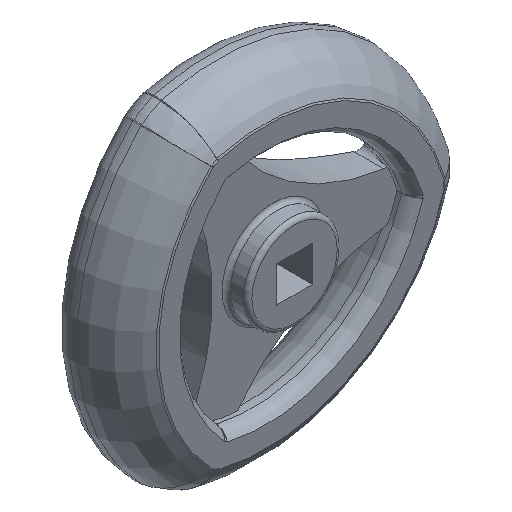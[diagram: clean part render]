
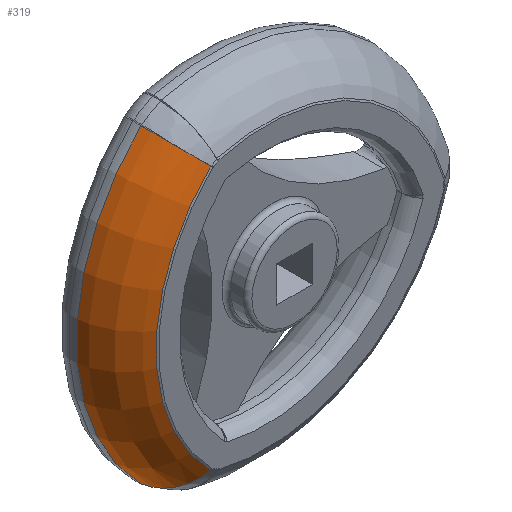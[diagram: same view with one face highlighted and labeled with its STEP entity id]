
A CAD part, isometric view. The second image highlights one B-rep face of the part: STEP entity #319.
In plain terms, the highlighted toroidal (fillet/blend) face has major radius 27.201 mm and minor radius 9.7 mm.
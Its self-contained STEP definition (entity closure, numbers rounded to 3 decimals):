
#319 = ADVANCED_FACE( '', ( #646 ), #647, .T. );
#646 = FACE_OUTER_BOUND( '', #1177, .T. );
#647 = TOROIDAL_SURFACE( '', #1178, 27.201, 9.7 );
#1177 = EDGE_LOOP( '', ( #2149, #2150, #2151, #2152 ) );
#1178 = AXIS2_PLACEMENT_3D( '', #2153, #2154, #2155 );
#2149 = ORIENTED_EDGE( '', *, *, #2557, .T. );
#2150 = ORIENTED_EDGE( '', *, *, #2548, .T. );
#2151 = ORIENTED_EDGE( '', *, *, #2577, .F. );
#2152 = ORIENTED_EDGE( '', *, *, #2217, .F. );
#2153 = CARTESIAN_POINT( '', ( 8.7, 9.38, 0. ) );
#2154 = DIRECTION( '', ( 0., 1., 0. ) );
#2155 = DIRECTION( '', ( 0., 0., 1. ) );
#2217 = EDGE_CURVE( '', #2643, #2644, #2645, .T. );
#2548 = EDGE_CURVE( '', #3147, #3145, #3148, .T. );
#2557 = EDGE_CURVE( '', #2643, #3147, #3157, .T. );
#2577 = EDGE_CURVE( '', #2644, #3145, #3177, .T. );
#2643 = VERTEX_POINT( '', #3282 );
#2644 = VERTEX_POINT( '', #3283 );
#2645 = CIRCLE( '', #3284, 36.858 );
#3145 = VERTEX_POINT( '', #4282 );
#3147 = VERTEX_POINT( '', #4284 );
#3148 = CIRCLE( '', #4285, 31.359 );
#3157 = CIRCLE( '', #4304, 9.7 );
#3177 = CIRCLE( '', #4338, 9.7 );
#3282 = CARTESIAN_POINT( '', ( -17.363, 8.47, -26.063 ) );
#3283 = CARTESIAN_POINT( '', ( -17.363, 8.47, 26.063 ) );
#3284 = AXIS2_PLACEMENT_3D( '', #4391, #4392, #4393 );
#4282 = CARTESIAN_POINT( '', ( -13.474, 0.617, 22.174 ) );
#4284 = CARTESIAN_POINT( '', ( -13.474, 0.617, -22.174 ) );
#4285 = AXIS2_PLACEMENT_3D( '', #4824, #4825, #4826 );
#4304 = AXIS2_PLACEMENT_3D( '', #4831, #4832, #4833 );
#4338 = AXIS2_PLACEMENT_3D( '', #4835, #4836, #4837 );
#4391 = CARTESIAN_POINT( '', ( 8.7, 8.47, 0. ) );
#4392 = DIRECTION( '', ( 0., 1., 0. ) );
#4393 = DIRECTION( '', ( 0., 0., 1. ) );
#4824 = CARTESIAN_POINT( '', ( 8.7, 0.617, 0. ) );
#4825 = DIRECTION( '', ( 0., 1., 0. ) );
#4826 = DIRECTION( '', ( 0., 0., 1. ) );
#4831 = CARTESIAN_POINT( '', ( -10.534, 9.38, -19.234 ) );
#4832 = DIRECTION( '', ( -0.707, 0., 0.707 ) );
#4833 = DIRECTION( '', ( 0.707, 0., 0.707 ) );
#4835 = CARTESIAN_POINT( '', ( -10.534, 9.38, 19.234 ) );
#4836 = DIRECTION( '', ( 0.707, 0., 0.707 ) );
#4837 = DIRECTION( '', ( 0.707, 0., -0.707 ) );
